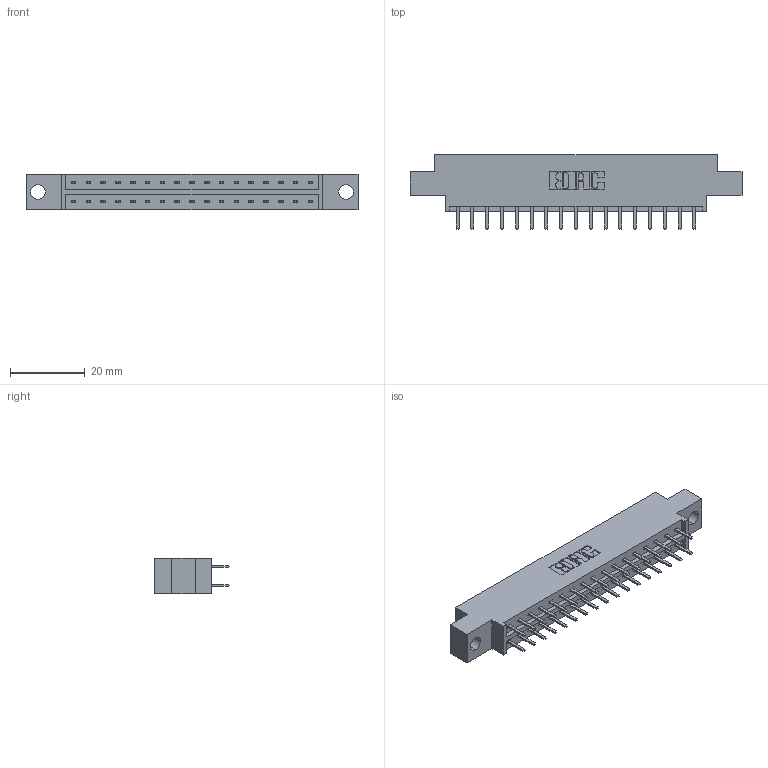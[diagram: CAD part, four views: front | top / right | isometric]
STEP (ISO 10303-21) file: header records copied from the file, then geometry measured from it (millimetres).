
FILE_DESCRIPTION (( 'STEP AP203' ), '1' );
FILE_NAME ('833-034-520-804.STEP', '2020-06-02T21:22:08', ( '' ), ( '' ), 'SwSTEP 2.0', 'SolidWorks 2020', '' );
FILE_SCHEMA (( 'CONFIG_CONTROL_DESIGN' ));
Length unit declared in the file: inch
Products named in the file (3): 345-292-001_345-293-120; 833 Part_Offset - .156 Dia - TH; 833-034-520-804
Assembly tree (35 placements, depth 2):
  833-034-520-804
    833 Part_Offset - .156 Dia - TH
    345-292-001_345-293-120  x34
Bounding box: 88.9 x 20.02 x 9.4 mm (x, y, z)
Volume: 8511.8 mm3; surface area: 9775.1 mm2
Topology: 35 solids, 35 shells, 2022 faces, 5865 edges, 3818 vertices
Faces by surface type: plane 1366, cylinder 656
Entity records: 14419 total; most frequent: CARTESIAN_POINT 2434, ORIENTED_EDGE 2358, DIRECTION 2111, EDGE_CURVE 1179, VECTOR 1047, LINE 1047, VERTEX_POINT 782, AXIS2_PLACEMENT_3D 532
